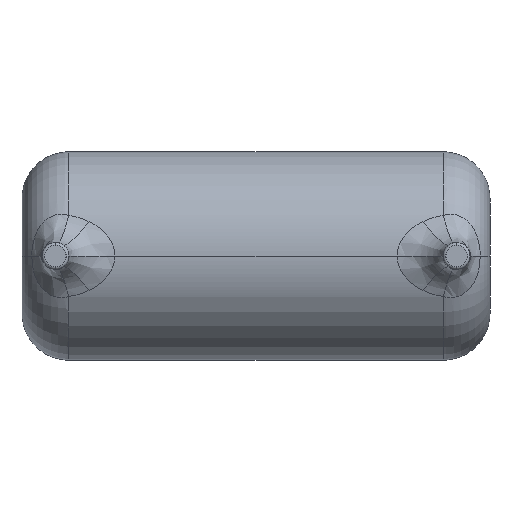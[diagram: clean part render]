
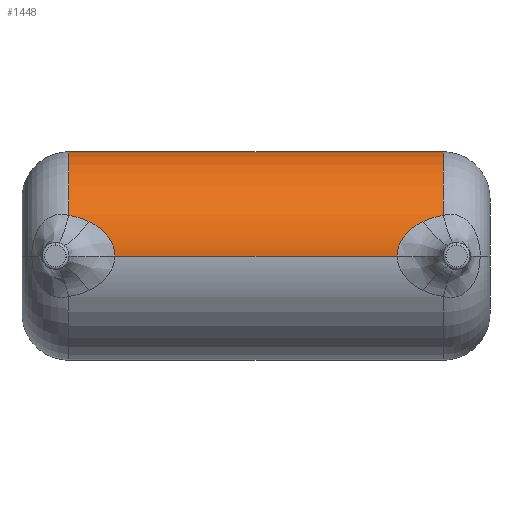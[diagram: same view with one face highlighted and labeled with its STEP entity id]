
A CAD part, front view. The second image highlights one B-rep face of the part: STEP entity #1448.
In plain terms, the highlighted cylindrical face has radius 3.9 mm (diameter 7.8 mm), a partial arc.
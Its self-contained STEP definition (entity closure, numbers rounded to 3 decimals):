
#12 = VERTEX_POINT ( 'NONE', #537 ) ;
#35 = CARTESIAN_POINT ( 'NONE',  ( 5.282, 1.5, 0. ) ) ;
#50 = AXIS2_PLACEMENT_3D ( 'NONE', #1485, #738, #1299 ) ;
#65 = EDGE_CURVE ( 'NONE', #539, #290, #423, .T. ) ;
#75 = DIRECTION ( 'NONE',  ( -1., 0., 0. ) ) ;
#104 = CARTESIAN_POINT ( 'NONE',  ( 7., 1.807, 1.517 ) ) ;
#115 = CARTESIAN_POINT ( 'NONE',  ( -6.114, 1.698, 1.229 ) ) ;
#197 = CARTESIAN_POINT ( 'NONE',  ( 6.114, 1.698, 1.229 ) ) ;
#233 = CARTESIAN_POINT ( 'NONE',  ( -5.282, 1.5, 0. ) ) ;
#282 = EDGE_CURVE ( 'NONE', #388, #946, #658, .T. ) ;
#288 = CARTESIAN_POINT ( 'NONE',  ( -5.662, 1.602, 0.894 ) ) ;
#290 = VERTEX_POINT ( 'NONE', #1072 ) ;
#351 = CARTESIAN_POINT ( 'NONE',  ( -6.243, 1.719, 1.289 ) ) ;
#378 = ORIENTED_EDGE ( 'NONE', *, *, #636, .F. ) ;
#388 = VERTEX_POINT ( 'NONE', #1702 ) ;
#423 = CIRCLE ( 'NONE', #1535, 3.9 ) ;
#465 = CARTESIAN_POINT ( 'NONE',  ( -7., 1.807, 1.517 ) ) ;
#471 = CARTESIAN_POINT ( 'NONE',  ( -6.243, 1.719, 1.289 ) ) ;
#485 = CARTESIAN_POINT ( 'NONE',  ( 6.736, 1.789, 1.475 ) ) ;
#518 = CARTESIAN_POINT ( 'NONE',  ( 7., 5.4, 3.9 ) ) ;
#537 = CARTESIAN_POINT ( 'NONE',  ( 5.282, 1.5, 0. ) ) ;
#539 = VERTEX_POINT ( 'NONE', #750 ) ;
#545 = CARTESIAN_POINT ( 'NONE',  ( -5.412, 1.537, 0.554 ) ) ;
#577 = EDGE_CURVE ( 'NONE', #12, #388, #833, .T. ) ;
#609 = CARTESIAN_POINT ( 'NONE',  ( -6.243, 1.719, 1.289 ) ) ;
#636 = EDGE_CURVE ( 'NONE', #1573, #539, #661, .T. ) ;
#640 = CARTESIAN_POINT ( 'NONE',  ( 5.309, 1.508, 0.286 ) ) ;
#658 = B_SPLINE_CURVE_WITH_KNOTS ( 'NONE', 3,
 ( #774, #1385, #485, #766 ),
 .UNSPECIFIED., .F., .F.,
 ( 4, 4 ),
 ( 0.002, 0.003 ),
 .UNSPECIFIED. ) ;
#661 = B_SPLINE_CURVE_WITH_KNOTS ( 'NONE', 3,
 ( #609, #1195, #1787, #465 ),
 .UNSPECIFIED., .F., .F.,
 ( 4, 4 ),
 ( 0.002, 0.003 ),
 .UNSPECIFIED. ) ;
#691 = EDGE_CURVE ( 'NONE', #12, #1888, #1107, .T. ) ;
#711 = CYLINDRICAL_SURFACE ( 'NONE', #50, 3.9 ) ;
#738 = DIRECTION ( 'NONE',  ( -1., 0., 0. ) ) ;
#750 = CARTESIAN_POINT ( 'NONE',  ( -7., 1.807, 1.517 ) ) ;
#761 = CARTESIAN_POINT ( 'NONE',  ( 5.412, 1.537, 0.554 ) ) ;
#766 = CARTESIAN_POINT ( 'NONE',  ( 7., 1.807, 1.517 ) ) ;
#773 = CARTESIAN_POINT ( 'NONE',  ( 5.282, 1.5, 0.145 ) ) ;
#774 = CARTESIAN_POINT ( 'NONE',  ( 6.243, 1.719, 1.289 ) ) ;
#777 = EDGE_LOOP ( 'NONE', ( #1474, #1269, #905, #1181, #1746, #1611, #378, #1545 ) ) ;
#797 = CARTESIAN_POINT ( 'NONE',  ( 0., 1.5, 0. ) ) ;
#814 = DIRECTION ( 'NONE',  ( 0., -1., 0. ) ) ;
#833 = B_SPLINE_CURVE_WITH_KNOTS ( 'NONE', 3,
 ( #35, #773, #640, #761, #1500, #1225, #1359, #1529, #197, #1205 ),
 .UNSPECIFIED., .F., .F.,
 ( 4, 2, 2, 2, 4 ),
 ( 0., 0., 0.001, 0.001, 0.002 ),
 .UNSPECIFIED. ) ;
#905 = ORIENTED_EDGE ( 'NONE', *, *, #282, .T. ) ;
#926 = AXIS2_PLACEMENT_3D ( 'NONE', #1258, #1089, #1116 ) ;
#946 = VERTEX_POINT ( 'NONE', #104 ) ;
#963 = CARTESIAN_POINT ( 'NONE',  ( -5.282, 1.5, 0.145 ) ) ;
#998 = CARTESIAN_POINT ( 'NONE',  ( -5.309, 1.508, 0.286 ) ) ;
#1000 = DIRECTION ( 'NONE',  ( 1., 0., 0. ) ) ;
#1033 = CARTESIAN_POINT ( 'NONE',  ( 8.75, 5.4, 3.9 ) ) ;
#1072 = CARTESIAN_POINT ( 'NONE',  ( -7., 5.4, 3.9 ) ) ;
#1078 = DIRECTION ( 'NONE',  ( -1., 0., 0. ) ) ;
#1089 = DIRECTION ( 'NONE',  ( -1., 0., 0. ) ) ;
#1107 = LINE ( 'NONE', #797, #1134 ) ;
#1109 = CARTESIAN_POINT ( 'NONE',  ( -5.282, 1.5, 0. ) ) ;
#1116 = DIRECTION ( 'NONE',  ( 0., -1., 0. ) ) ;
#1134 = VECTOR ( 'NONE', #1078, 1000. ) ;
#1172 = CARTESIAN_POINT ( 'NONE',  ( -5.486, 1.557, 0.676 ) ) ;
#1181 = ORIENTED_EDGE ( 'NONE', *, *, #1824, .T. ) ;
#1195 = CARTESIAN_POINT ( 'NONE',  ( -6.483, 1.759, 1.402 ) ) ;
#1205 = CARTESIAN_POINT ( 'NONE',  ( 6.243, 1.719, 1.289 ) ) ;
#1225 = CARTESIAN_POINT ( 'NONE',  ( 5.662, 1.602, 0.894 ) ) ;
#1258 = CARTESIAN_POINT ( 'NONE',  ( 7., 5.4, 0. ) ) ;
#1269 = ORIENTED_EDGE ( 'NONE', *, *, #577, .T. ) ;
#1299 = DIRECTION ( 'NONE',  ( 0., -1., 0. ) ) ;
#1307 = LINE ( 'NONE', #1033, #1513 ) ;
#1359 = CARTESIAN_POINT ( 'NONE',  ( 5.767, 1.627, 0.992 ) ) ;
#1385 = CARTESIAN_POINT ( 'NONE',  ( 6.483, 1.759, 1.402 ) ) ;
#1396 = B_SPLINE_CURVE_WITH_KNOTS ( 'NONE', 3,
 ( #233, #963, #998, #545, #1172, #288, #1441, #1470, #115, #351 ),
 .UNSPECIFIED., .F., .F.,
 ( 4, 2, 2, 2, 4 ),
 ( 0., 0., 0.001, 0.001, 0.002 ),
 .UNSPECIFIED. ) ;
#1412 = EDGE_CURVE ( 'NONE', #290, #1886, #1307, .T. ) ;
#1441 = CARTESIAN_POINT ( 'NONE',  ( -5.767, 1.627, 0.992 ) ) ;
#1448 = ADVANCED_FACE ( 'NONE', ( #1767 ), #711, .T. ) ;
#1470 = CARTESIAN_POINT ( 'NONE',  ( -5.993, 1.675, 1.158 ) ) ;
#1474 = ORIENTED_EDGE ( 'NONE', *, *, #691, .F. ) ;
#1485 = CARTESIAN_POINT ( 'NONE',  ( 0., 5.4, 0. ) ) ;
#1500 = CARTESIAN_POINT ( 'NONE',  ( 5.486, 1.557, 0.676 ) ) ;
#1513 = VECTOR ( 'NONE', #1000, 1000. ) ;
#1529 = CARTESIAN_POINT ( 'NONE',  ( 5.993, 1.675, 1.158 ) ) ;
#1535 = AXIS2_PLACEMENT_3D ( 'NONE', #1714, #75, #814 ) ;
#1545 = ORIENTED_EDGE ( 'NONE', *, *, #1892, .F. ) ;
#1573 = VERTEX_POINT ( 'NONE', #471 ) ;
#1611 = ORIENTED_EDGE ( 'NONE', *, *, #65, .F. ) ;
#1702 = CARTESIAN_POINT ( 'NONE',  ( 6.243, 1.719, 1.289 ) ) ;
#1714 = CARTESIAN_POINT ( 'NONE',  ( -7., 5.4, 0. ) ) ;
#1746 = ORIENTED_EDGE ( 'NONE', *, *, #1412, .F. ) ;
#1767 = FACE_OUTER_BOUND ( 'NONE', #777, .T. ) ;
#1787 = CARTESIAN_POINT ( 'NONE',  ( -6.736, 1.789, 1.475 ) ) ;
#1824 = EDGE_CURVE ( 'NONE', #946, #1886, #1849, .T. ) ;
#1849 = CIRCLE ( 'NONE', #926, 3.9 ) ;
#1886 = VERTEX_POINT ( 'NONE', #518 ) ;
#1888 = VERTEX_POINT ( 'NONE', #1109 ) ;
#1892 = EDGE_CURVE ( 'NONE', #1888, #1573, #1396, .T. ) ;
